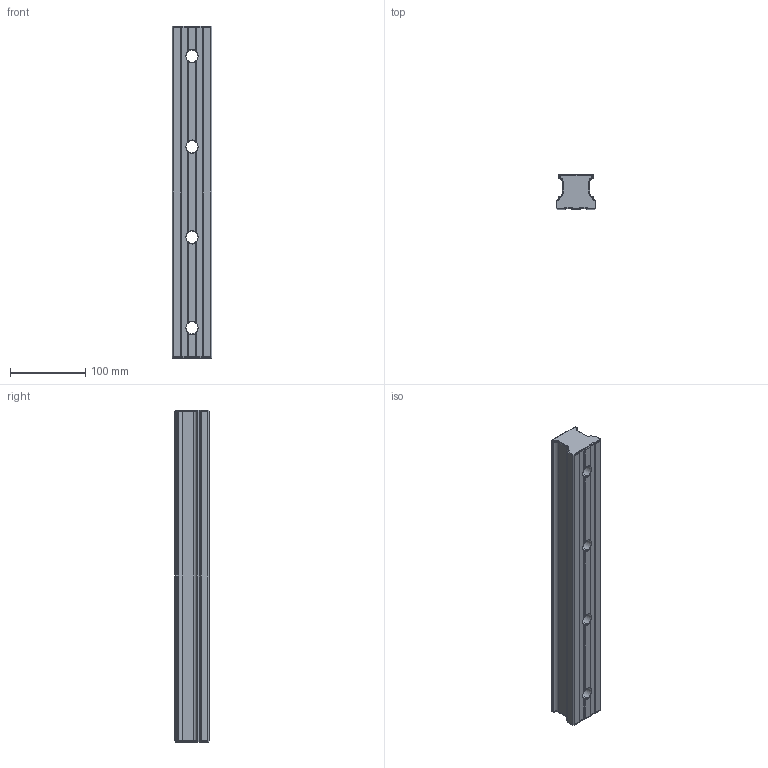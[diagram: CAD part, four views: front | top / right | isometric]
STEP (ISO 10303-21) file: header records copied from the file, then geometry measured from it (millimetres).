
FILE_DESCRIPTION (( 'STEP AP214' ), '1' );
FILE_NAME ('ARC55-rail.STEP', '2017-02-24T05:27:47', ( '' ), ( '' ), 'SwSTEP 2.0', 'SolidWorks 2010', '' );
FILE_SCHEMA (( 'AUTOMOTIVE_DESIGN' ));
Length unit declared in the file: millimetre
Products named in the file (1): ARC55-rail
Bounding box: 53 x 45.7 x 440 mm (x, y, z)
Volume: 800859.4 mm3; surface area: 102626.2 mm2
Topology: 1 solids, 1 shells, 315 faces, 776 edges, 463 vertices
Faces by surface type: plane 150, cone 100, cylinder 65
Entity records: 9315 total; most frequent: CARTESIAN_POINT 2135, ORIENTED_EDGE 1552, DIRECTION 1427, EDGE_CURVE 776, AXIS2_PLACEMENT_3D 491, VERTEX_POINT 463, LINE 445, VECTOR 445
